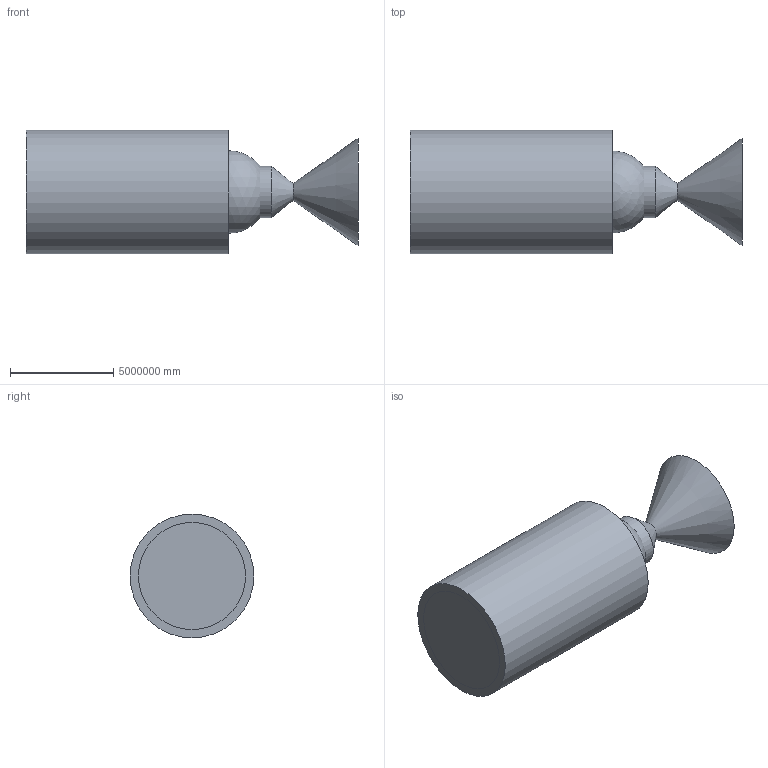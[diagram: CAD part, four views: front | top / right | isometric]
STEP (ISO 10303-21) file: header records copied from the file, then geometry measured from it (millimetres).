
FILE_DESCRIPTION(('FreeCAD Model'),'2;1');
FILE_NAME('Open CASCADE Shape Model','2025-10-13T08:24:15',('Author'),( ''),'Open CASCADE STEP processor 7.8','FreeCAD','Unknown');
FILE_SCHEMA(('AUTOMOTIVE_DESIGN { 1 0 10303 214 1 1 1 1 }'));
Length unit declared in the file: metre
Products named in the file (7): Hull; NozzleConv; Cupola; NozzleDiv; Tank; Chamber; Turbopump
Bounding box: 16100000 x 6000000 x 6000000 mm (x, y, z)
Volume: 354408906424999346176 mm3; surface area: 717804416848965.6 mm2
Topology: 7 solids, 7 shells, 20 faces, 24 edges, 16 vertices
Faces by surface type: plane 12, cylinder 5, cone 2, sphere 1
Full cylindrical faces by diameter (mm): 620000 x1, 2500000 x1, 5200000 x2, 6000000 x1
Entity records: 793 total; most frequent: DIRECTION 119, CARTESIAN_POINT 99, ORIENTED_EDGE 42, PCURVE 42, DEFINITIONAL_REPRESENTATION 42, AXIS2_PLACEMENT_3D 35, LINE 35, VECTOR 35
